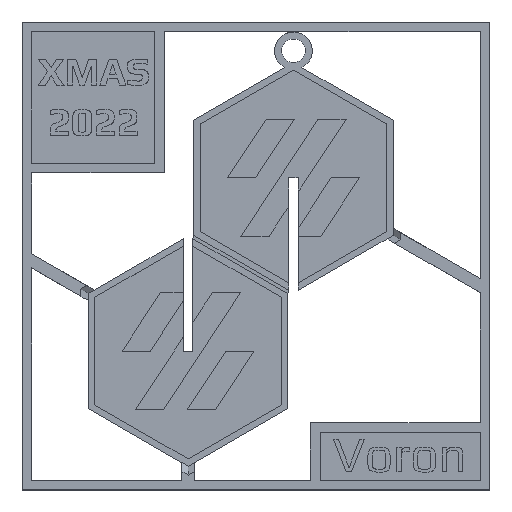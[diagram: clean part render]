
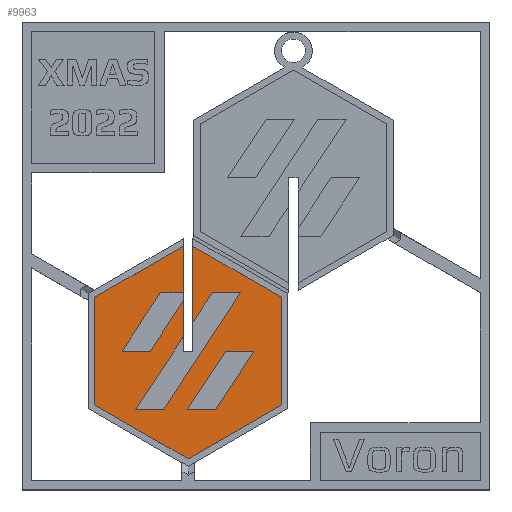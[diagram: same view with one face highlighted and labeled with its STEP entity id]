
A CAD part, top view. The second image highlights one B-rep face of the part: STEP entity #9963.
In plain terms, the highlighted planar face has unit normal (0, 0, 1).
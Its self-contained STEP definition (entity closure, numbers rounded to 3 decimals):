
#46=FACE_BOUND('',#1209,.T.);
#213=PLANE('',#10328);
#659=FACE_OUTER_BOUND('',#1208,.T.);
#1208=EDGE_LOOP('',(#8299,#8300,#8301,#8302,#8303,#8304,#8305,#8306,#8307,
#8308,#8309,#8310,#8311,#8312,#8313,#8314,#8315,#8316));
#1209=EDGE_LOOP('',(#8317,#8318,#8319,#8320));
#2003=LINE('',#16927,#2983);
#2009=LINE('',#16940,#2989);
#2014=LINE('',#16950,#2994);
#2018=LINE('',#16959,#2998);
#2032=LINE('',#16989,#3012);
#2035=LINE('',#16994,#3015);
#2038=LINE('',#16999,#3018);
#2039=LINE('',#17002,#3019);
#2041=LINE('',#17005,#3021);
#2042=LINE('',#17009,#3022);
#2046=LINE('',#17017,#3026);
#2049=LINE('',#17023,#3029);
#2052=LINE('',#17028,#3032);
#2054=LINE('',#17033,#3034);
#2056=LINE('',#17036,#3036);
#2057=LINE('',#17039,#3037);
#2060=LINE('',#17045,#3040);
#2063=LINE('',#17051,#3043);
#2067=LINE('',#17059,#3047);
#2072=LINE('',#17068,#3052);
#2073=LINE('',#17069,#3053);
#2074=LINE('',#17070,#3054);
#2983=VECTOR('',#11316,7.5);
#2989=VECTOR('',#11326,7.5);
#2994=VECTOR('',#11333,7.5);
#2998=VECTOR('',#11339,7.5);
#3012=VECTOR('',#11357,7.5);
#3015=VECTOR('',#11362,7.5);
#3018=VECTOR('',#11367,7.5);
#3019=VECTOR('',#11370,7.5);
#3021=VECTOR('',#11374,7.5);
#3022=VECTOR('',#11377,7.5);
#3026=VECTOR('',#11383,7.5);
#3029=VECTOR('',#11388,7.5);
#3032=VECTOR('',#11393,7.5);
#3034=VECTOR('',#11399,7.5);
#3036=VECTOR('',#11403,7.5);
#3037=VECTOR('',#11406,7.5);
#3040=VECTOR('',#11411,7.5);
#3043=VECTOR('',#11416,7.5);
#3047=VECTOR('',#11422,7.5);
#3052=VECTOR('',#11431,10.);
#3053=VECTOR('',#11432,10.);
#3054=VECTOR('',#11433,10.);
#4533=VERTEX_POINT('',#16920);
#4536=VERTEX_POINT('',#16925);
#4540=VERTEX_POINT('',#16937);
#4541=VERTEX_POINT('',#16939);
#4542=VERTEX_POINT('',#16943);
#4545=VERTEX_POINT('',#16948);
#4546=VERTEX_POINT('',#16952);
#4549=VERTEX_POINT('',#16957);
#4562=VERTEX_POINT('',#16987);
#4563=VERTEX_POINT('',#16988);
#4564=VERTEX_POINT('',#16993);
#4565=VERTEX_POINT('',#16997);
#4566=VERTEX_POINT('',#17001);
#4567=VERTEX_POINT('',#17007);
#4568=VERTEX_POINT('',#17008);
#4571=VERTEX_POINT('',#17016);
#4573=VERTEX_POINT('',#17022);
#4575=VERTEX_POINT('',#17032);
#4576=VERTEX_POINT('',#17038);
#4578=VERTEX_POINT('',#17044);
#4580=VERTEX_POINT('',#17050);
#4583=VERTEX_POINT('',#17057);
#5831=EDGE_CURVE('',#4533,#4536,#2003,.T.);
#5837=EDGE_CURVE('',#4541,#4540,#2009,.T.);
#5842=EDGE_CURVE('',#4542,#4545,#2014,.T.);
#5846=EDGE_CURVE('',#4546,#4549,#2018,.T.);
#5860=EDGE_CURVE('',#4562,#4563,#2032,.T.);
#5863=EDGE_CURVE('',#4563,#4564,#2035,.T.);
#5866=EDGE_CURVE('',#4564,#4565,#2038,.T.);
#5867=EDGE_CURVE('',#4549,#4566,#2039,.T.);
#5869=EDGE_CURVE('',#4566,#4562,#2041,.T.);
#5870=EDGE_CURVE('',#4567,#4568,#2042,.T.);
#5874=EDGE_CURVE('',#4568,#4571,#2046,.T.);
#5877=EDGE_CURVE('',#4571,#4573,#2049,.T.);
#5880=EDGE_CURVE('',#4573,#4567,#2052,.T.);
#5882=EDGE_CURVE('',#4575,#4541,#2054,.T.);
#5884=EDGE_CURVE('',#4536,#4575,#2056,.T.);
#5885=EDGE_CURVE('',#4545,#4576,#2057,.T.);
#5888=EDGE_CURVE('',#4576,#4578,#2060,.T.);
#5891=EDGE_CURVE('',#4578,#4580,#2063,.T.);
#5895=EDGE_CURVE('',#4580,#4583,#2067,.T.);
#5900=EDGE_CURVE('',#4583,#4533,#2072,.T.);
#5901=EDGE_CURVE('',#4540,#4546,#2073,.T.);
#5902=EDGE_CURVE('',#4565,#4542,#2074,.T.);
#8299=ORIENTED_EDGE('',*,*,#5900,.T.);
#8300=ORIENTED_EDGE('',*,*,#5831,.T.);
#8301=ORIENTED_EDGE('',*,*,#5884,.T.);
#8302=ORIENTED_EDGE('',*,*,#5882,.T.);
#8303=ORIENTED_EDGE('',*,*,#5837,.T.);
#8304=ORIENTED_EDGE('',*,*,#5901,.T.);
#8305=ORIENTED_EDGE('',*,*,#5846,.T.);
#8306=ORIENTED_EDGE('',*,*,#5867,.T.);
#8307=ORIENTED_EDGE('',*,*,#5869,.T.);
#8308=ORIENTED_EDGE('',*,*,#5860,.T.);
#8309=ORIENTED_EDGE('',*,*,#5863,.T.);
#8310=ORIENTED_EDGE('',*,*,#5866,.T.);
#8311=ORIENTED_EDGE('',*,*,#5902,.T.);
#8312=ORIENTED_EDGE('',*,*,#5842,.T.);
#8313=ORIENTED_EDGE('',*,*,#5885,.T.);
#8314=ORIENTED_EDGE('',*,*,#5888,.T.);
#8315=ORIENTED_EDGE('',*,*,#5891,.T.);
#8316=ORIENTED_EDGE('',*,*,#5895,.T.);
#8317=ORIENTED_EDGE('',*,*,#5870,.T.);
#8318=ORIENTED_EDGE('',*,*,#5874,.T.);
#8319=ORIENTED_EDGE('',*,*,#5877,.T.);
#8320=ORIENTED_EDGE('',*,*,#5880,.T.);
#9963=ADVANCED_FACE('',(#659,#46),#213,.T.);
#10328=AXIS2_PLACEMENT_3D('',#17067,#11429,#11430);
#11316=DIRECTION('',(-0.549,-0.836,0.));
#11326=DIRECTION('',(1.,0.,0.));
#11333=DIRECTION('',(0.549,0.836,0.));
#11339=DIRECTION('',(-0.866,-0.5,0.));
#11357=DIRECTION('',(0.866,0.5,0.));
#11362=DIRECTION('',(0.,1.,0.));
#11367=DIRECTION('',(-0.866,0.5,0.));
#11370=DIRECTION('',(0.,-1.,0.));
#11374=DIRECTION('',(0.866,-0.5,0.));
#11377=DIRECTION('',(-0.549,-0.836,0.));
#11383=DIRECTION('',(-1.,0.,0.));
#11388=DIRECTION('',(0.549,0.836,0.));
#11393=DIRECTION('',(1.,0.,0.));
#11399=DIRECTION('',(0.549,0.836,0.));
#11403=DIRECTION('',(-1.,0.,0.));
#11406=DIRECTION('',(1.,0.,0.));
#11411=DIRECTION('',(-0.549,-0.836,0.));
#11416=DIRECTION('',(-1.,0.,0.));
#11422=DIRECTION('',(0.549,0.836,0.));
#11429=DIRECTION('center_axis',(0.,0.,1.));
#11430=DIRECTION('ref_axis',(-1.,0.,0.));
#11431=DIRECTION('',(0.,1.,0.));
#11432=DIRECTION('',(0.,1.,0.));
#11433=DIRECTION('',(0.,-1.,0.));
#16920=CARTESIAN_POINT('',(9.465,-92.213,0.25));
#16925=CARTESIAN_POINT('',(1.714,-104.004,0.25));
#16927=CARTESIAN_POINT('',(3.051,-101.97,0.25));
#16937=CARTESIAN_POINT('',(9.465,-90.304,0.25));
#16939=CARTESIAN_POINT('',(4.135,-90.304,0.25));
#16940=CARTESIAN_POINT('',(10.642,-90.304,0.25));
#16943=CARTESIAN_POINT('',(11.665,-97.313,0.25));
#16948=CARTESIAN_POINT('',(16.272,-90.304,0.25));
#16950=CARTESIAN_POINT('',(12.268,-96.394,0.25));
#16952=CARTESIAN_POINT('',(9.465,-79.428,0.25));
#16957=CARTESIAN_POINT('',(-11.264,-91.393,0.25));
#16959=CARTESIAN_POINT('',(-5.806,-88.243,0.25));
#16987=CARTESIAN_POINT('',(10.565,-129.198,0.25));
#16988=CARTESIAN_POINT('',(32.393,-116.595,0.25));
#16989=CARTESIAN_POINT('',(26.935,-119.746,0.25));
#16993=CARTESIAN_POINT('',(32.393,-91.393,0.25));
#16994=CARTESIAN_POINT('',(32.393,-97.694,0.25));
#16997=CARTESIAN_POINT('',(11.665,-79.428,0.25));
#16999=CARTESIAN_POINT('',(16.021,-81.942,0.25));
#17001=CARTESIAN_POINT('',(-11.264,-116.595,0.25));
#17002=CARTESIAN_POINT('',(-11.264,-110.295,0.25));
#17005=CARTESIAN_POINT('',(5.108,-126.047,0.25));
#17007=CARTESIAN_POINT('',(25.981,-103.988,0.25));
#17008=CARTESIAN_POINT('',(16.974,-117.688,0.25));
#17009=CARTESIAN_POINT('',(19.15,-114.379,0.25));
#17016=CARTESIAN_POINT('',(10.39,-117.688,0.25));
#17017=CARTESIAN_POINT('',(10.477,-117.688,0.25));
#17022=CARTESIAN_POINT('',(19.397,-103.988,0.25));
#17023=CARTESIAN_POINT('',(18.063,-106.018,0.25));
#17028=CARTESIAN_POINT('',(18.273,-103.988,0.25));
#17032=CARTESIAN_POINT('',(-4.87,-104.004,0.25));
#17033=CARTESIAN_POINT('',(1.963,-93.609,0.25));
#17036=CARTESIAN_POINT('',(2.847,-104.004,0.25));
#17038=CARTESIAN_POINT('',(22.854,-90.304,0.25));
#17039=CARTESIAN_POINT('',(16.709,-90.304,0.25));
#17044=CARTESIAN_POINT('',(4.842,-117.708,0.25));
#17045=CARTESIAN_POINT('',(8.852,-111.607,0.25));
#17050=CARTESIAN_POINT('',(-1.743,-117.708,0.25));
#17051=CARTESIAN_POINT('',(4.411,-117.708,0.25));
#17057=CARTESIAN_POINT('',(9.465,-100.659,0.25));
#17059=CARTESIAN_POINT('',(12.268,-96.394,0.25));
#17067=CARTESIAN_POINT('Origin',(10.565,-103.995,0.25));
#17068=CARTESIAN_POINT('',(9.465,-103.995,0.25));
#17069=CARTESIAN_POINT('',(9.465,-103.995,0.25));
#17070=CARTESIAN_POINT('',(11.665,-90.528,0.25));
